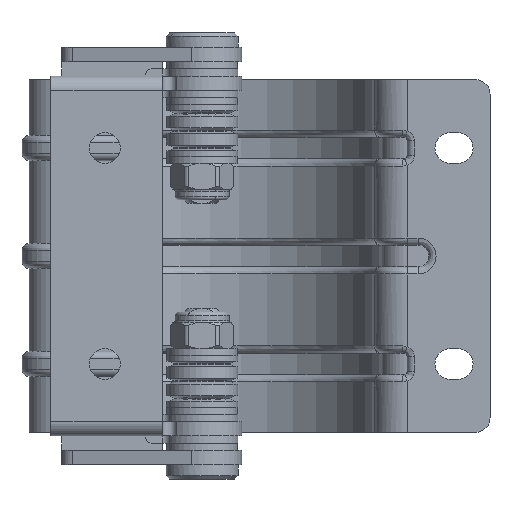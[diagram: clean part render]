
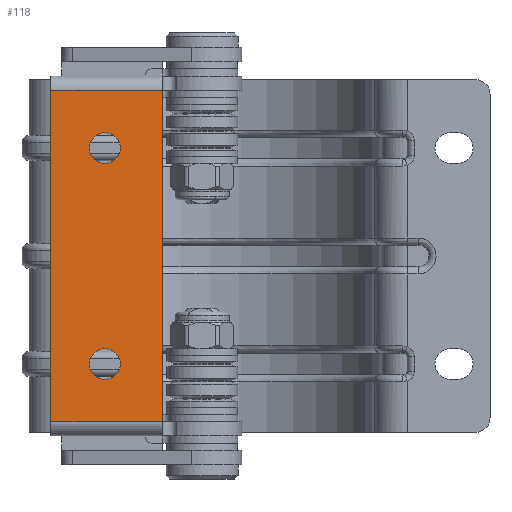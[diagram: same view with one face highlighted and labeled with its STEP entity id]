
A CAD part, front view. The second image highlights one B-rep face of the part: STEP entity #118.
In plain terms, the highlighted planar face has unit normal (0, -1, 0).
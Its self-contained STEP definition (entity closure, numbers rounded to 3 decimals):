
#118=ADVANCED_FACE('',(#629,#630,#631),#628,.F.);
#628=PLANE('',#5181);
#629=FACE_OUTER_BOUND('',#5182,.T.);
#630=FACE_BOUND('',#5183,.T.);
#631=FACE_BOUND('',#5184,.T.);
#5178=CARTESIAN_POINT('',(-22.55,-6.,-27.6));
#5179=DIRECTION('',(0.,1.,0.));
#5180=DIRECTION('',(0.,0.,1.));
#5181=AXIS2_PLACEMENT_3D('',#5178,#5179,#5180);
#5182=EDGE_LOOP('',(#9612,#9613,#9614,#9615));
#5183=EDGE_LOOP('',(#9616,#9617));
#5184=EDGE_LOOP('',(#9618,#9619));
#9612=ORIENTED_EDGE('',*,*,#11778,.T.);
#9613=ORIENTED_EDGE('',*,*,#11779,.F.);
#9614=ORIENTED_EDGE('',*,*,#11780,.T.);
#9615=ORIENTED_EDGE('',*,*,#11781,.T.);
#9616=ORIENTED_EDGE('',*,*,#11782,.F.);
#9617=ORIENTED_EDGE('',*,*,#11783,.F.);
#9618=ORIENTED_EDGE('',*,*,#11784,.F.);
#9619=ORIENTED_EDGE('',*,*,#11785,.F.);
#11778=EDGE_CURVE('',#13098,#13099,#13100,.T.);
#11779=EDGE_CURVE('',#13106,#13099,#13107,.T.);
#11780=EDGE_CURVE('',#13106,#13113,#13114,.T.);
#11781=EDGE_CURVE('',#13113,#13098,#13120,.T.);
#11782=EDGE_CURVE('',#13126,#13127,#13128,.T.);
#11783=EDGE_CURVE('',#13127,#13126,#13134,.T.);
#11784=EDGE_CURVE('',#13140,#13141,#13142,.T.);
#11785=EDGE_CURVE('',#13141,#13140,#13148,.T.);
#13098=VERTEX_POINT('',#20187);
#13099=VERTEX_POINT('',#20188);
#13100=LINE('',#20189,#20190);
#13106=VERTEX_POINT('',#20192);
#13107=LINE('',#20193,#20194);
#13113=VERTEX_POINT('',#20196);
#13114=LINE('',#20197,#20198);
#13120=LINE('',#20200,#20201);
#13126=VERTEX_POINT('',#20203);
#13127=VERTEX_POINT('',#20204);
#13128=CIRCLE('',#20208,2.15);
#13134=CIRCLE('',#20212,2.15);
#13140=VERTEX_POINT('',#20213);
#13141=VERTEX_POINT('',#20214);
#13142=CIRCLE('',#20218,2.15);
#13148=CIRCLE('',#20222,2.15);
#20187=CARTESIAN_POINT('',(-21.,-6.,-23.));
#20188=CARTESIAN_POINT('',(-5.5,-6.,-23.));
#20189=CARTESIAN_POINT('',(-21.,-6.,-23.));
#20190=VECTOR('',#20191,15.5);
#20191=DIRECTION('',(1.,0.,0.));
#20192=CARTESIAN_POINT('',(-5.5,-6.,23.));
#20193=CARTESIAN_POINT('',(-5.5,-6.,23.));
#20194=VECTOR('',#20195,46.);
#20195=DIRECTION('',(0.,0.,-1.));
#20196=CARTESIAN_POINT('',(-21.,-6.,23.));
#20197=CARTESIAN_POINT('',(-5.5,-6.,23.));
#20198=VECTOR('',#20199,15.5);
#20199=DIRECTION('',(-1.,0.,0.));
#20200=CARTESIAN_POINT('',(-21.,-6.,23.));
#20201=VECTOR('',#20202,46.);
#20202=DIRECTION('',(0.,0.,-1.));
#20203=CARTESIAN_POINT('',(-15.65,-6.,-15.));
#20204=CARTESIAN_POINT('',(-11.35,-6.,-15.));
#20205=CARTESIAN_POINT('',(-13.5,-6.,-15.));
#20206=DIRECTION('',(0.,-1.,0.));
#20207=DIRECTION('',(1.,0.,0.));
#20208=AXIS2_PLACEMENT_3D('',#20205,#20206,#20207);
#20209=CARTESIAN_POINT('',(-13.5,-6.,-15.));
#20210=DIRECTION('',(0.,-1.,0.));
#20211=DIRECTION('',(1.,0.,0.));
#20212=AXIS2_PLACEMENT_3D('',#20209,#20210,#20211);
#20213=CARTESIAN_POINT('',(-15.65,-6.,15.));
#20214=CARTESIAN_POINT('',(-11.35,-6.,15.));
#20215=CARTESIAN_POINT('',(-13.5,-6.,15.));
#20216=DIRECTION('',(0.,-1.,0.));
#20217=DIRECTION('',(1.,0.,0.));
#20218=AXIS2_PLACEMENT_3D('',#20215,#20216,#20217);
#20219=CARTESIAN_POINT('',(-13.5,-6.,15.));
#20220=DIRECTION('',(0.,-1.,0.));
#20221=DIRECTION('',(1.,0.,0.));
#20222=AXIS2_PLACEMENT_3D('',#20219,#20220,#20221);
